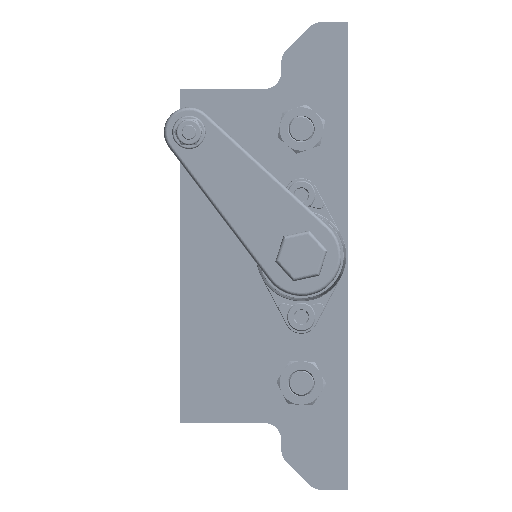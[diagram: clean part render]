
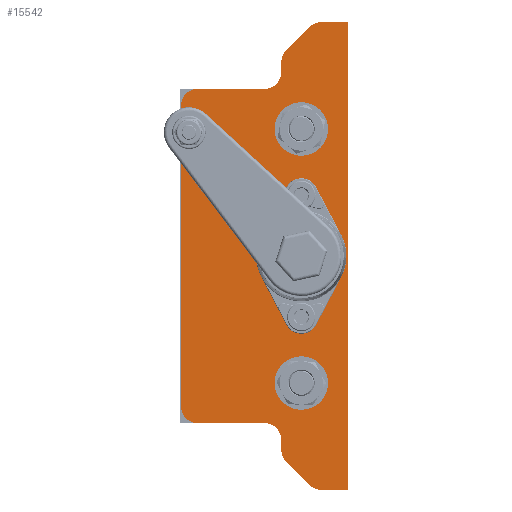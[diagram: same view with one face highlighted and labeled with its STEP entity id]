
A CAD part, front view. The second image highlights one B-rep face of the part: STEP entity #15542.
In plain terms, the highlighted planar face has unit normal (0, -1, 0).
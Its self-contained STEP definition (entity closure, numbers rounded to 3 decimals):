
#1312=FACE_BOUND('',#2834,.T.);
#1313=FACE_BOUND('',#2835,.T.);
#1314=FACE_BOUND('',#2836,.T.);
#1315=FACE_BOUND('',#2837,.T.);
#1316=FACE_BOUND('',#2838,.T.);
#1469=PLANE('',#17078);
#1876=FACE_OUTER_BOUND('',#2833,.T.);
#2833=EDGE_LOOP('',(#10944,#10945,#10946,#10947,#10948,#10949,#10950,#10951,
#10952,#10953,#10954,#10955,#10956,#10957,#10958,#10959,#10960,#10961));
#2834=EDGE_LOOP('',(#10962,#10963));
#2835=EDGE_LOOP('',(#10964,#10965));
#2836=EDGE_LOOP('',(#10966,#10967));
#2837=EDGE_LOOP('',(#10968));
#2838=EDGE_LOOP('',(#10969));
#3831=LINE('',#22519,#4937);
#3855=LINE('',#22590,#4961);
#3862=LINE('',#22636,#4968);
#3866=LINE('',#22679,#4972);
#3871=LINE('',#22695,#4977);
#3873=LINE('',#22702,#4979);
#3876=LINE('',#22710,#4982);
#3907=LINE('',#22791,#5013);
#3908=LINE('',#22794,#5014);
#3909=LINE('',#22796,#5015);
#4937=VECTOR('',#18612,10.);
#4961=VECTOR('',#18664,10.);
#4968=VECTOR('',#18693,10.);
#4972=VECTOR('',#18715,10.);
#4977=VECTOR('',#18736,10.);
#4979=VECTOR('',#18744,10.);
#4982=VECTOR('',#18753,10.);
#5013=VECTOR('',#18840,10.);
#5014=VECTOR('',#18843,10.);
#5015=VECTOR('',#18846,10.);
#6046=CIRCLE('',#16999,5.);
#6057=CIRCLE('',#17014,5.);
#6062=CIRCLE('',#17023,5.);
#6063=CIRCLE('',#17025,5.);
#6064=CIRCLE('',#17028,5.);
#6068=CIRCLE('',#17038,5.);
#6075=CIRCLE('',#17067,2.65);
#6076=CIRCLE('',#17068,2.65);
#6077=CIRCLE('',#17070,2.65);
#6078=CIRCLE('',#17071,2.65);
#6079=CIRCLE('',#17073,4.25);
#6080=CIRCLE('',#17074,4.25);
#6081=CIRCLE('',#17076,5.);
#6082=CIRCLE('',#17079,5.);
#6083=CIRCLE('',#17080,4.);
#6084=CIRCLE('',#17081,4.);
#6647=VERTEX_POINT('',#22505);
#6648=VERTEX_POINT('',#22507);
#6652=VERTEX_POINT('',#22517);
#6683=VERTEX_POINT('',#22583);
#6684=VERTEX_POINT('',#22584);
#6685=VERTEX_POINT('',#22589);
#6691=VERTEX_POINT('',#22628);
#6692=VERTEX_POINT('',#22629);
#6693=VERTEX_POINT('',#22634);
#6694=VERTEX_POINT('',#22638);
#6695=VERTEX_POINT('',#22639);
#6703=VERTEX_POINT('',#22678);
#6704=VERTEX_POINT('',#22685);
#6708=VERTEX_POINT('',#22701);
#6710=VERTEX_POINT('',#22709);
#6725=VERTEX_POINT('',#22767);
#6726=VERTEX_POINT('',#22768);
#6727=VERTEX_POINT('',#22773);
#6728=VERTEX_POINT('',#22774);
#6729=VERTEX_POINT('',#22779);
#6730=VERTEX_POINT('',#22780);
#6731=VERTEX_POINT('',#22785);
#6732=VERTEX_POINT('',#22787);
#6733=VERTEX_POINT('',#22793);
#6734=VERTEX_POINT('',#22797);
#6735=VERTEX_POINT('',#22799);
#8238=EDGE_CURVE('',#6647,#6648,#6046,.T.);
#8244=EDGE_CURVE('',#6652,#6647,#3831,.T.);
#8276=EDGE_CURVE('',#6683,#6684,#6057,.T.);
#8279=EDGE_CURVE('',#6684,#6685,#3855,.T.);
#8289=EDGE_CURVE('',#6685,#6652,#6062,.T.);
#8290=EDGE_CURVE('',#6691,#6692,#6063,.T.);
#8294=EDGE_CURVE('',#6693,#6691,#3862,.T.);
#8295=EDGE_CURVE('',#6694,#6695,#6064,.T.);
#8306=EDGE_CURVE('',#6695,#6703,#3866,.T.);
#8310=EDGE_CURVE('',#6703,#6704,#6068,.T.);
#8314=EDGE_CURVE('',#6692,#6694,#3871,.T.);
#8317=EDGE_CURVE('',#6708,#6648,#3873,.T.);
#8321=EDGE_CURVE('',#6704,#6710,#3876,.T.);
#8349=EDGE_CURVE('',#6725,#6726,#6075,.T.);
#8350=EDGE_CURVE('',#6726,#6725,#6076,.T.);
#8352=EDGE_CURVE('',#6727,#6728,#6077,.T.);
#8353=EDGE_CURVE('',#6728,#6727,#6078,.T.);
#8355=EDGE_CURVE('',#6729,#6730,#6079,.T.);
#8356=EDGE_CURVE('',#6730,#6729,#6080,.T.);
#8359=EDGE_CURVE('',#6731,#6732,#6081,.T.);
#8361=EDGE_CURVE('',#6732,#6683,#3907,.T.);
#8362=EDGE_CURVE('',#6733,#6731,#3908,.T.);
#8363=EDGE_CURVE('',#6710,#6733,#6082,.T.);
#8364=EDGE_CURVE('',#6708,#6693,#3909,.T.);
#8365=EDGE_CURVE('',#6734,#6734,#6083,.T.);
#8366=EDGE_CURVE('',#6735,#6735,#6084,.T.);
#10944=ORIENTED_EDGE('',*,*,#8238,.F.);
#10945=ORIENTED_EDGE('',*,*,#8244,.F.);
#10946=ORIENTED_EDGE('',*,*,#8289,.F.);
#10947=ORIENTED_EDGE('',*,*,#8279,.F.);
#10948=ORIENTED_EDGE('',*,*,#8276,.F.);
#10949=ORIENTED_EDGE('',*,*,#8361,.F.);
#10950=ORIENTED_EDGE('',*,*,#8359,.F.);
#10951=ORIENTED_EDGE('',*,*,#8362,.F.);
#10952=ORIENTED_EDGE('',*,*,#8363,.F.);
#10953=ORIENTED_EDGE('',*,*,#8321,.F.);
#10954=ORIENTED_EDGE('',*,*,#8310,.F.);
#10955=ORIENTED_EDGE('',*,*,#8306,.F.);
#10956=ORIENTED_EDGE('',*,*,#8295,.F.);
#10957=ORIENTED_EDGE('',*,*,#8314,.F.);
#10958=ORIENTED_EDGE('',*,*,#8290,.F.);
#10959=ORIENTED_EDGE('',*,*,#8294,.F.);
#10960=ORIENTED_EDGE('',*,*,#8364,.F.);
#10961=ORIENTED_EDGE('',*,*,#8317,.T.);
#10962=ORIENTED_EDGE('',*,*,#8349,.T.);
#10963=ORIENTED_EDGE('',*,*,#8350,.T.);
#10964=ORIENTED_EDGE('',*,*,#8352,.T.);
#10965=ORIENTED_EDGE('',*,*,#8353,.T.);
#10966=ORIENTED_EDGE('',*,*,#8355,.T.);
#10967=ORIENTED_EDGE('',*,*,#8356,.T.);
#10968=ORIENTED_EDGE('',*,*,#8365,.T.);
#10969=ORIENTED_EDGE('',*,*,#8366,.T.);
#15542=ADVANCED_FACE('',(#1876,#1312,#1313,#1314,#1315,#1316),#1469,.F.);
#16999=AXIS2_PLACEMENT_3D('',#22508,#18602,#18603);
#17014=AXIS2_PLACEMENT_3D('',#22585,#18658,#18659);
#17023=AXIS2_PLACEMENT_3D('',#22626,#18682,#18683);
#17025=AXIS2_PLACEMENT_3D('',#22630,#18686,#18687);
#17028=AXIS2_PLACEMENT_3D('',#22640,#18696,#18697);
#17038=AXIS2_PLACEMENT_3D('',#22686,#18723,#18724);
#17067=AXIS2_PLACEMENT_3D('',#22769,#18813,#18814);
#17068=AXIS2_PLACEMENT_3D('',#22770,#18815,#18816);
#17070=AXIS2_PLACEMENT_3D('',#22775,#18820,#18821);
#17071=AXIS2_PLACEMENT_3D('',#22776,#18822,#18823);
#17073=AXIS2_PLACEMENT_3D('',#22781,#18827,#18828);
#17074=AXIS2_PLACEMENT_3D('',#22782,#18829,#18830);
#17076=AXIS2_PLACEMENT_3D('',#22788,#18835,#18836);
#17078=AXIS2_PLACEMENT_3D('',#22792,#18841,#18842);
#17079=AXIS2_PLACEMENT_3D('',#22795,#18844,#18845);
#17080=AXIS2_PLACEMENT_3D('',#22798,#18847,#18848);
#17081=AXIS2_PLACEMENT_3D('',#22800,#18849,#18850);
#18602=DIRECTION('center_axis',(0.,1.,0.));
#18603=DIRECTION('ref_axis',(-0.383,0.,0.924));
#18612=DIRECTION('',(0.707,0.,0.707));
#18658=DIRECTION('center_axis',(0.,-1.,0.));
#18659=DIRECTION('ref_axis',(0.707,0.,-0.707));
#18664=DIRECTION('',(0.,0.,1.));
#18682=DIRECTION('center_axis',(0.,1.,0.));
#18683=DIRECTION('ref_axis',(-0.924,0.,0.383));
#18686=DIRECTION('center_axis',(0.,1.,0.));
#18687=DIRECTION('ref_axis',(-0.383,0.,-0.924));
#18693=DIRECTION('',(-1.,0.,0.));
#18696=DIRECTION('center_axis',(0.,1.,0.));
#18697=DIRECTION('ref_axis',(-0.924,0.,-0.383));
#18715=DIRECTION('',(0.,0.,1.));
#18723=DIRECTION('center_axis',(0.,-1.,0.));
#18724=DIRECTION('ref_axis',(0.707,0.,0.707));
#18736=DIRECTION('',(-0.707,0.,0.707));
#18744=DIRECTION('',(-1.,0.,0.));
#18753=DIRECTION('',(-1.,0.,0.));
#18813=DIRECTION('center_axis',(0.,1.,0.));
#18814=DIRECTION('ref_axis',(1.,0.,0.));
#18815=DIRECTION('center_axis',(0.,1.,0.));
#18816=DIRECTION('ref_axis',(1.,0.,0.));
#18820=DIRECTION('center_axis',(0.,1.,0.));
#18821=DIRECTION('ref_axis',(1.,0.,0.));
#18822=DIRECTION('center_axis',(0.,1.,0.));
#18823=DIRECTION('ref_axis',(1.,0.,0.));
#18827=DIRECTION('center_axis',(0.,1.,0.));
#18828=DIRECTION('ref_axis',(1.,0.,0.));
#18829=DIRECTION('center_axis',(0.,1.,0.));
#18830=DIRECTION('ref_axis',(1.,0.,0.));
#18835=DIRECTION('center_axis',(0.,1.,0.));
#18836=DIRECTION('ref_axis',(-0.707,0.,0.707));
#18840=DIRECTION('',(1.,0.,0.));
#18841=DIRECTION('center_axis',(0.,1.,0.));
#18842=DIRECTION('ref_axis',(0.,0.,1.));
#18843=DIRECTION('',(0.,0.,1.));
#18844=DIRECTION('center_axis',(0.,1.,0.));
#18845=DIRECTION('ref_axis',(-0.707,0.,-0.707));
#18846=DIRECTION('',(0.,0.,-1.));
#18847=DIRECTION('center_axis',(0.,1.,0.));
#18848=DIRECTION('ref_axis',(-1.,0.,0.));
#18849=DIRECTION('center_axis',(0.,1.,0.));
#18850=DIRECTION('ref_axis',(-1.,0.,0.));
#22505=CARTESIAN_POINT('',(13.536,0.,68.536));
#22507=CARTESIAN_POINT('',(17.071,0.,70.));
#22508=CARTESIAN_POINT('Origin',(17.071,0.,
65.));
#22517=CARTESIAN_POINT('',(6.464,0.,61.464));
#22519=CARTESIAN_POINT('',(-8.75,0.,46.25));
#22583=CARTESIAN_POINT('',(0.,0.,50.));
#22584=CARTESIAN_POINT('',(5.,0.,55.));
#22585=CARTESIAN_POINT('Origin',(0.,0.,55.));
#22589=CARTESIAN_POINT('',(5.,0.,57.929));
#22590=CARTESIAN_POINT('',(5.,0.,70.));
#22626=CARTESIAN_POINT('Origin',(10.,0.,57.929));
#22628=CARTESIAN_POINT('',(17.071,0.,-70.));
#22629=CARTESIAN_POINT('',(13.536,0.,-68.536));
#22630=CARTESIAN_POINT('Origin',(17.071,0.,-65.));
#22634=CARTESIAN_POINT('',(25.,0.,-70.));
#22636=CARTESIAN_POINT('',(25.,0.,-70.));
#22638=CARTESIAN_POINT('',(6.464,0.,-61.464));
#22639=CARTESIAN_POINT('',(5.,0.,-57.929));
#22640=CARTESIAN_POINT('Origin',(10.,0.,-57.929));
#22678=CARTESIAN_POINT('',(5.,0.,-55.));
#22679=CARTESIAN_POINT('',(5.,0.,-50.));
#22685=CARTESIAN_POINT('',(0.,0.,-50.));
#22686=CARTESIAN_POINT('Origin',(0.,0.,-55.));
#22695=CARTESIAN_POINT('',(-8.75,0.,-46.25));
#22701=CARTESIAN_POINT('',(25.,0.,70.));
#22702=CARTESIAN_POINT('',(25.,0.,70.));
#22709=CARTESIAN_POINT('',(-20.,0.,-50.));
#22710=CARTESIAN_POINT('',(25.,0.,-50.));
#22767=CARTESIAN_POINT('',(13.65,0.,18.25));
#22768=CARTESIAN_POINT('',(8.35,0.,18.25));
#22769=CARTESIAN_POINT('Origin',(11.,0.,18.25));
#22770=CARTESIAN_POINT('Origin',(11.,0.,18.25));
#22773=CARTESIAN_POINT('',(13.65,0.,-18.25));
#22774=CARTESIAN_POINT('',(8.35,0.,-18.25));
#22775=CARTESIAN_POINT('Origin',(11.,0.,-18.25));
#22776=CARTESIAN_POINT('Origin',(11.,0.,-18.25));
#22779=CARTESIAN_POINT('',(15.25,0.,0.));
#22780=CARTESIAN_POINT('',(6.75,0.,0.));
#22781=CARTESIAN_POINT('Origin',(11.,0.,0.));
#22782=CARTESIAN_POINT('Origin',(11.,0.,0.));
#22785=CARTESIAN_POINT('',(-25.,0.,45.));
#22787=CARTESIAN_POINT('',(-20.,0.,50.));
#22788=CARTESIAN_POINT('Origin',(-20.,0.,45.));
#22791=CARTESIAN_POINT('',(-25.,0.,50.));
#22792=CARTESIAN_POINT('Origin',(0.,0.,0.));
#22793=CARTESIAN_POINT('',(-25.,0.,-45.));
#22794=CARTESIAN_POINT('',(-25.,0.,-50.));
#22795=CARTESIAN_POINT('Origin',(-20.,0.,-45.));
#22796=CARTESIAN_POINT('',(25.,0.,50.));
#22797=CARTESIAN_POINT('',(15.,0.,38.));
#22798=CARTESIAN_POINT('Origin',(11.,0.,38.));
#22799=CARTESIAN_POINT('',(15.,0.,-38.));
#22800=CARTESIAN_POINT('Origin',(11.,0.,-38.));
